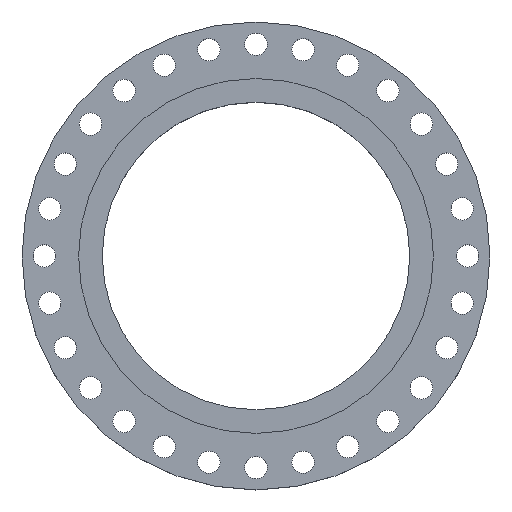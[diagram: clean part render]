
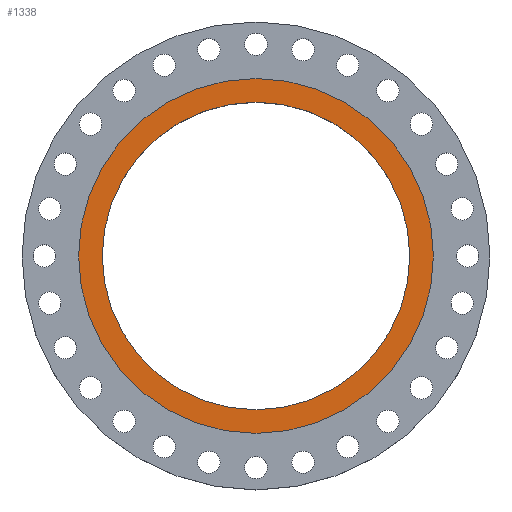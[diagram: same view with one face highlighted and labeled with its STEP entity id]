
A CAD part, top view. The second image highlights one B-rep face of the part: STEP entity #1338.
In plain terms, the highlighted planar face has unit normal (0, 0, 1).
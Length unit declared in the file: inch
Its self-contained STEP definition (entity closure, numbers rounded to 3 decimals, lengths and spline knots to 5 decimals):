
#27 = VERTEX_POINT ( 'NONE', #846 ) ;
#90 = CIRCLE ( 'NONE', #474, 16.875 ) ;
#173 = DIRECTION ( 'NONE',  ( 1., 0., 0. ) ) ;
#188 = DIRECTION ( 'NONE',  ( 0., 0., 1. ) ) ;
#223 = DIRECTION ( 'NONE',  ( 1., 0., 0. ) ) ;
#474 = AXIS2_PLACEMENT_3D ( 'NONE', #1390, #188, #173 ) ;
#537 = DIRECTION ( 'NONE',  ( 0., 0., 1. ) ) ;
#554 = CARTESIAN_POINT ( 'NONE',  ( 0., 0., 0. ) ) ;
#640 = FACE_OUTER_BOUND ( 'NONE', #1331, .T. ) ;
#641 = CARTESIAN_POINT ( 'NONE',  ( -14.625, 0., 0. ) ) ;
#648 = AXIS2_PLACEMENT_3D ( 'NONE', #1152, #956, #223 ) ;
#652 = CARTESIAN_POINT ( 'NONE',  ( 16.875, 0., 0. ) ) ;
#768 = AXIS2_PLACEMENT_3D ( 'NONE', #554, #537, #922 ) ;
#846 = CARTESIAN_POINT ( 'NONE',  ( -16.875, 0., 0. ) ) ;
#859 = CARTESIAN_POINT ( 'NONE',  ( 0., 14.625, 0. ) ) ;
#889 = ORIENTED_EDGE ( 'NONE', *, *, #2554, .T. ) ;
#922 = DIRECTION ( 'NONE',  ( 1., 0., 0. ) ) ;
#956 = DIRECTION ( 'NONE',  ( 0., 0., 1. ) ) ;
#1065 = CIRCLE ( 'NONE', #768, 14.625 ) ;
#1071 = ORIENTED_EDGE ( 'NONE', *, *, #1249, .T. ) ;
#1152 = CARTESIAN_POINT ( 'NONE',  ( 0., 0., 0. ) ) ;
#1249 = EDGE_CURVE ( 'NONE', #27, #1496, #1739, .T. ) ;
#1331 = EDGE_LOOP ( 'NONE', ( #889, #1071 ) ) ;
#1338 = ADVANCED_FACE ( 'NONE', ( #2033, #640 ), #2270, .F. ) ;
#1390 = CARTESIAN_POINT ( 'NONE',  ( 0., 0., 0. ) ) ;
#1414 = DIRECTION ( 'NONE',  ( -1., 0., 0. ) ) ;
#1436 = AXIS2_PLACEMENT_3D ( 'NONE', #2169, #1595, #1973 ) ;
#1443 = DIRECTION ( 'NONE',  ( 0., 0., -1. ) ) ;
#1496 = VERTEX_POINT ( 'NONE', #652 ) ;
#1580 = ORIENTED_EDGE ( 'NONE', *, *, #1656, .F. ) ;
#1595 = DIRECTION ( 'NONE',  ( 0., 0., 1. ) ) ;
#1656 = EDGE_CURVE ( 'NONE', #2189, #1850, #1065, .T. ) ;
#1739 = CIRCLE ( 'NONE', #1436, 16.875 ) ;
#1850 = VERTEX_POINT ( 'NONE', #2140 ) ;
#1973 = DIRECTION ( 'NONE',  ( 1., 0., 0. ) ) ;
#2023 = ORIENTED_EDGE ( 'NONE', *, *, #2065, .F. ) ;
#2033 = FACE_BOUND ( 'NONE', #2167, .T. ) ;
#2065 = EDGE_CURVE ( 'NONE', #1850, #2189, #2350, .T. ) ;
#2140 = CARTESIAN_POINT ( 'NONE',  ( 14.625, 0., 0. ) ) ;
#2167 = EDGE_LOOP ( 'NONE', ( #2023, #1580 ) ) ;
#2169 = CARTESIAN_POINT ( 'NONE',  ( 0., 0., 0. ) ) ;
#2189 = VERTEX_POINT ( 'NONE', #641 ) ;
#2270 = PLANE ( 'NONE',  #2510 ) ;
#2350 = CIRCLE ( 'NONE', #648, 14.625 ) ;
#2510 = AXIS2_PLACEMENT_3D ( 'NONE', #859, #1443, #1414 ) ;
#2554 = EDGE_CURVE ( 'NONE', #1496, #27, #90, .T. ) ;
